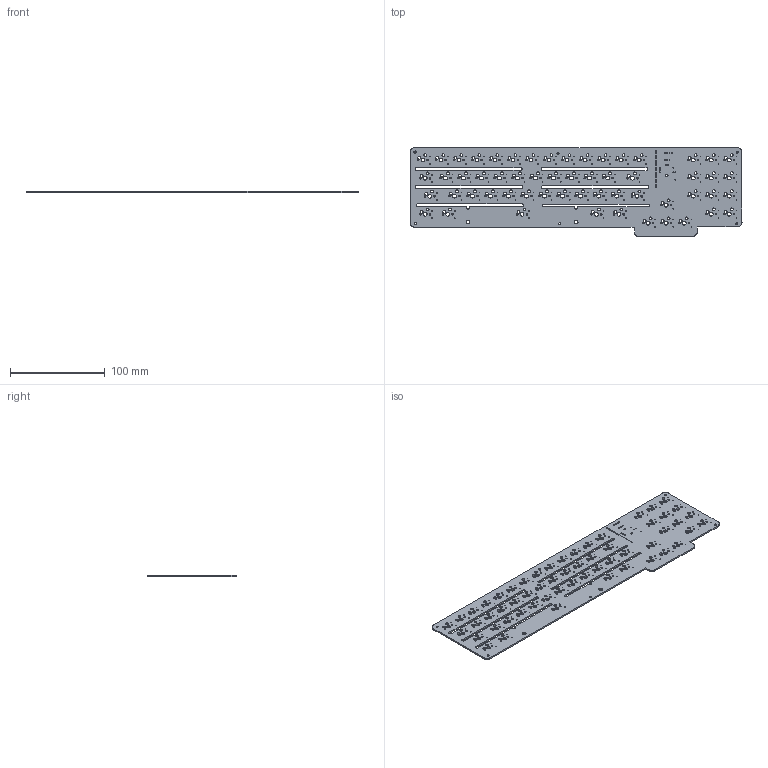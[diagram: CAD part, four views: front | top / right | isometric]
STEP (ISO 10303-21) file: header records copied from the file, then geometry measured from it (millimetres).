
FILE_DESCRIPTION(('KiCad electronic assembly'),'2;1');
FILE_NAME('pcb.step','2023-05-21T15:46:32',('Pcbnew'),('Kicad'), 'Open CASCADE STEP processor 7.6','KiCad to STEP converter','Unknown' );
FILE_SCHEMA(('AUTOMOTIVE_DESIGN { 1 0 10303 214 1 1 1 1 }'));
Length unit declared in the file: millimetre
Products named in the file (2): pcb 1; PCB
Assembly tree (1 placements, depth 2):
  pcb 1
    PCB
Bounding box: 350.91 x 93.74 x 1.6 mm (x, y, z)
Volume: 41823.4 mm3; surface area: 60468.8 mm2
Topology: 1 solids, 1 shells, 837 faces, 2505 edges, 1670 vertices
Faces by surface type: cylinder 441, plane 396
Full cylindrical faces by diameter (mm): 0.7 x96, 0.9 x20, 1 x28, 1.75 x114, 2.2 x6, 3 x114, 3.988 x59
Entity records: 65491 total; most frequent: CARTESIAN_POINT 15324, DIRECTION 9185, LINE 5743, VECTOR 5743, ORIENTED_EDGE 5010, PCURVE 5010, DEFINITIONAL_REPRESENTATION 5010, EDGE_CURVE 2505
